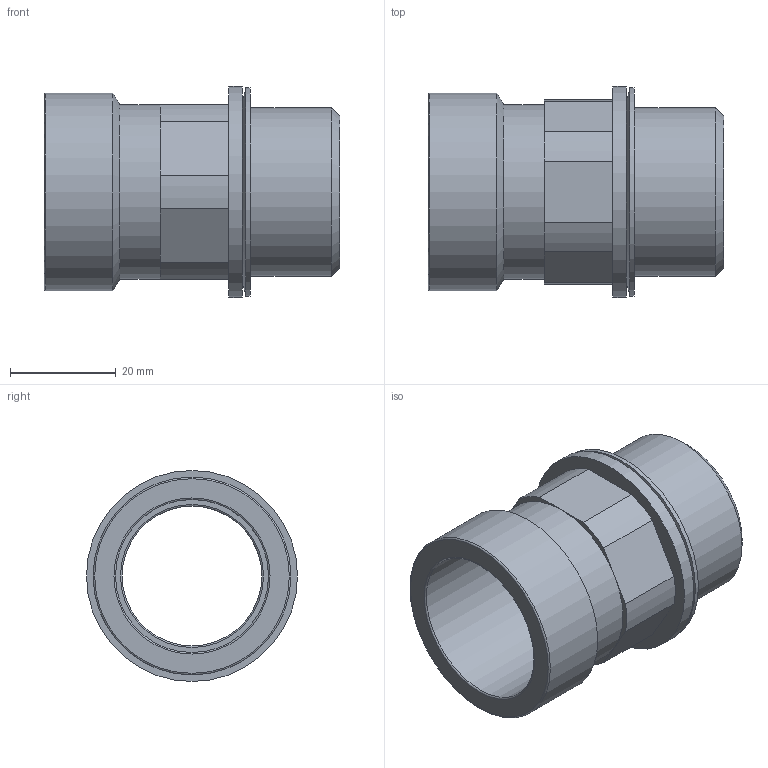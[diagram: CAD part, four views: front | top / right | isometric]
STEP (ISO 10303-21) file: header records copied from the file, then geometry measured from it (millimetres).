
FILE_DESCRIPTION(/* description */ ('STEP AP214'),/* implementation_level */ '2;1');
FILE_NAME(/* name */ '3152612_MKGV-23-M32-B',/* time_stamp */ '2024-09-06T16:45:59+02:00',/* author */ ('License CC BY-ND 4.0'),/* organization */ ('CADENAS'),/* preprocessor_version */ 'ST-DEVELOPER v19.3',/* originating_system */ 'PARTsolutions',/* authorisation */ ' ');
FILE_SCHEMA (('AP203_CONFIGURATION_CONTROLLED_3D_DESIGN_OF_MECHANICAL_PARTS_AND_ASSEMBLIES_MIM_LF { 1 0 10303 203 3 1 4 }','AUTOMOTIVE_DESIGN {1 0 10303 214 3 1 1}'));
Length unit declared in the file: millimetre
Products named in the file (1): 3152612 MKGV-23-M32-B
Bounding box: 56 x 40 x 40 mm (x, y, z)
Volume: 17642.5 mm3; surface area: 13432.2 mm2
Topology: 1 solids, 1 shells, 38 faces, 82 edges, 49 vertices
Faces by surface type: plane 17, cylinder 13, torus 4, cone 4
Full cylindrical faces by diameter (mm): 26.5 x1, 29 x1, 32 x1, 33 x1, 37.5 x1, 39.5 x1, 40 x1
Entity records: 986 total; most frequent: DIRECTION 182, CARTESIAN_POINT 155, ORIENTED_EDGE 134, AXIS2_PLACEMENT_3D 76, EDGE_CURVE 67, EDGE_LOOP 58, FACE_BOUND 58, VERTEX_POINT 49
